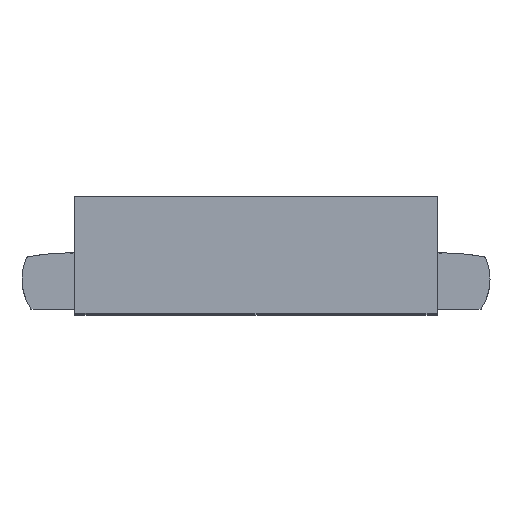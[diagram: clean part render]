
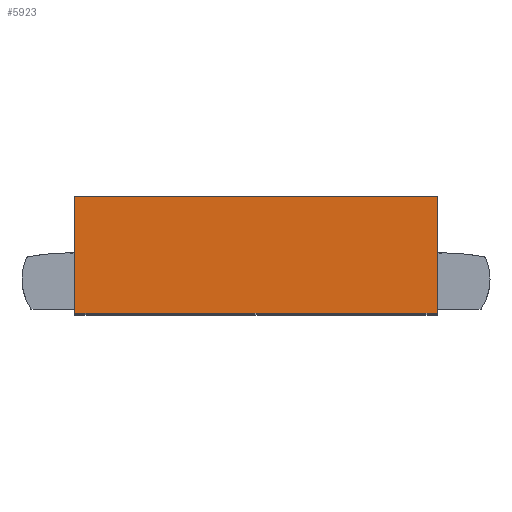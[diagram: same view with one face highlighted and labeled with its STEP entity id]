
A CAD part, top view. The second image highlights one B-rep face of the part: STEP entity #5923.
In plain terms, the highlighted planar face has unit normal (0, 0, 1).
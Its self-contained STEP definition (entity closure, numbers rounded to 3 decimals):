
#260 = DIRECTION ( 'NONE',  ( -1., 0., 0. ) ) ;
#301 = CARTESIAN_POINT ( 'NONE',  ( 100., 0.8, 60. ) ) ;
#1200 = EDGE_CURVE ( 'NONE', #6938, #13944, #4699, .T. ) ;
#1405 = ORIENTED_EDGE ( 'NONE', *, *, #1200, .F. ) ;
#1553 = LINE ( 'NONE', #7963, #11172 ) ;
#1656 = VECTOR ( 'NONE', #12400, 1000. ) ;
#2010 = CARTESIAN_POINT ( 'NONE',  ( 100., 0.8, 60. ) ) ;
#2531 = PLANE ( 'NONE',  #7354 ) ;
#3005 = CARTESIAN_POINT ( 'NONE',  ( -100., 0.8, 60. ) ) ;
#3755 = DIRECTION ( 'NONE',  ( 0., 0., -1. ) ) ;
#4105 = VERTEX_POINT ( 'NONE', #5024 ) ;
#4551 = CARTESIAN_POINT ( 'NONE',  ( 100., 0.8, 60. ) ) ;
#4699 = LINE ( 'NONE', #9089, #1656 ) ;
#4906 = CARTESIAN_POINT ( 'NONE',  ( -100., 0.8, 60. ) ) ;
#5024 = CARTESIAN_POINT ( 'NONE',  ( 100., 65., 60. ) ) ;
#5237 = ORIENTED_EDGE ( 'NONE', *, *, #11309, .F. ) ;
#5771 = DIRECTION ( 'NONE',  ( 0., 1., 0. ) ) ;
#5923 = ADVANCED_FACE ( 'NONE', ( #9145 ), #2531, .F. ) ;
#6938 = VERTEX_POINT ( 'NONE', #4551 ) ;
#7310 = DIRECTION ( 'NONE',  ( 0., -1., 0. ) ) ;
#7354 = AXIS2_PLACEMENT_3D ( 'NONE', #301, #3755, #5771 ) ;
#7479 = LINE ( 'NONE', #2010, #14248 ) ;
#7963 = CARTESIAN_POINT ( 'NONE',  ( 100., 65., 60. ) ) ;
#8469 = LINE ( 'NONE', #3005, #11522 ) ;
#8825 = ORIENTED_EDGE ( 'NONE', *, *, #13330, .T. ) ;
#9089 = CARTESIAN_POINT ( 'NONE',  ( 100., 0.8, 60. ) ) ;
#9145 = FACE_OUTER_BOUND ( 'NONE', #12974, .T. ) ;
#9968 = EDGE_CURVE ( 'NONE', #4105, #10725, #1553, .T. ) ;
#10163 = CARTESIAN_POINT ( 'NONE',  ( -100., 65., 60. ) ) ;
#10725 = VERTEX_POINT ( 'NONE', #10163 ) ;
#10781 = DIRECTION ( 'NONE',  ( 0., -1., 0. ) ) ;
#11172 = VECTOR ( 'NONE', #260, 1000. ) ;
#11309 = EDGE_CURVE ( 'NONE', #4105, #6938, #7479, .T. ) ;
#11522 = VECTOR ( 'NONE', #7310, 1000. ) ;
#12025 = ORIENTED_EDGE ( 'NONE', *, *, #9968, .T. ) ;
#12400 = DIRECTION ( 'NONE',  ( -1., 0., 0. ) ) ;
#12974 = EDGE_LOOP ( 'NONE', ( #8825, #1405, #5237, #12025 ) ) ;
#13330 = EDGE_CURVE ( 'NONE', #10725, #13944, #8469, .T. ) ;
#13944 = VERTEX_POINT ( 'NONE', #4906 ) ;
#14248 = VECTOR ( 'NONE', #10781, 1000. ) ;
